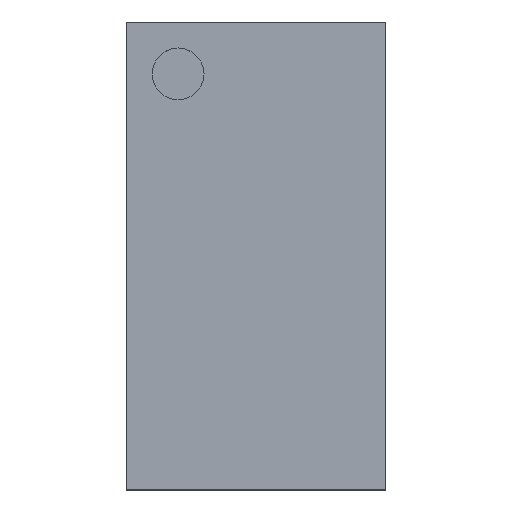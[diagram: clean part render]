
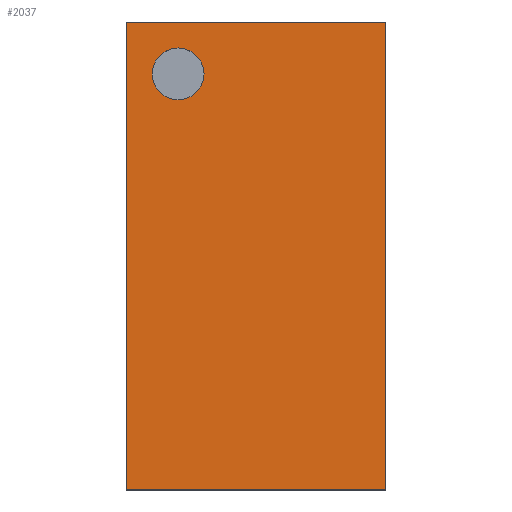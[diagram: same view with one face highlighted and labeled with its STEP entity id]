
A CAD part, top view. The second image highlights one B-rep face of the part: STEP entity #2037.
In plain terms, the highlighted planar face has unit normal (0, 0, 1).
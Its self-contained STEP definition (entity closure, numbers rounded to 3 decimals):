
#84=LINE('',#2890,#359);
#87=LINE('',#2896,#362);
#90=LINE('',#2902,#365);
#93=LINE('',#2906,#368);
#359=VECTOR('',#2339,4.5);
#362=VECTOR('',#2344,2.5);
#365=VECTOR('',#2349,4.5);
#368=VECTOR('',#2354,2.5);
#638=PLANE('',#2197);
#767=FACE_BOUND('',#912,.T.);
#775=FACE_OUTER_BOUND('',#911,.T.);
#911=EDGE_LOOP('',(#1514,#1515,#1516,#1517));
#912=EDGE_LOOP('',(#1518));
#1041=CIRCLE('',#2190,0.25);
#1043=VERTEX_POINT('',#2880);
#1046=VERTEX_POINT('',#2887);
#1047=VERTEX_POINT('',#2889);
#1049=VERTEX_POINT('',#2895);
#1051=VERTEX_POINT('',#2901);
#1223=EDGE_CURVE('',#1043,#1043,#1041,.T.);
#1226=EDGE_CURVE('',#1047,#1046,#84,.T.);
#1229=EDGE_CURVE('',#1049,#1047,#87,.T.);
#1232=EDGE_CURVE('',#1051,#1049,#90,.T.);
#1235=EDGE_CURVE('',#1046,#1051,#93,.T.);
#1514=ORIENTED_EDGE('',*,*,#1235,.T.);
#1515=ORIENTED_EDGE('',*,*,#1232,.T.);
#1516=ORIENTED_EDGE('',*,*,#1229,.T.);
#1517=ORIENTED_EDGE('',*,*,#1226,.T.);
#1518=ORIENTED_EDGE('',*,*,#1223,.T.);
#2037=ADVANCED_FACE('',(#775,#767),#638,.T.);
#2190=AXIS2_PLACEMENT_3D('',#2881,#2331,#2332);
#2197=AXIS2_PLACEMENT_3D('',#2908,#2357,#2358);
#2331=DIRECTION('center_axis',(0.,0.,-1.));
#2332=DIRECTION('ref_axis',(-1.,0.,0.));
#2339=DIRECTION('',(0.,1.,0.));
#2344=DIRECTION('',(1.,0.,0.));
#2349=DIRECTION('',(0.,-1.,0.));
#2354=DIRECTION('',(-1.,0.,0.));
#2357=DIRECTION('center_axis',(0.,0.,1.));
#2358=DIRECTION('ref_axis',(1.,0.,0.));
#2880=CARTESIAN_POINT('',(-0.5,1.75,1.));
#2881=CARTESIAN_POINT('Origin',(-0.75,1.75,1.));
#2887=CARTESIAN_POINT('',(1.25,2.25,1.));
#2889=CARTESIAN_POINT('',(1.25,-2.25,1.));
#2890=CARTESIAN_POINT('',(1.25,2.25,1.));
#2895=CARTESIAN_POINT('',(-1.25,-2.25,1.));
#2896=CARTESIAN_POINT('',(1.25,-2.25,1.));
#2901=CARTESIAN_POINT('',(-1.25,2.25,1.));
#2902=CARTESIAN_POINT('',(-1.25,-2.25,1.));
#2906=CARTESIAN_POINT('',(-1.25,2.25,1.));
#2908=CARTESIAN_POINT('Origin',(0.,0.,1.));
